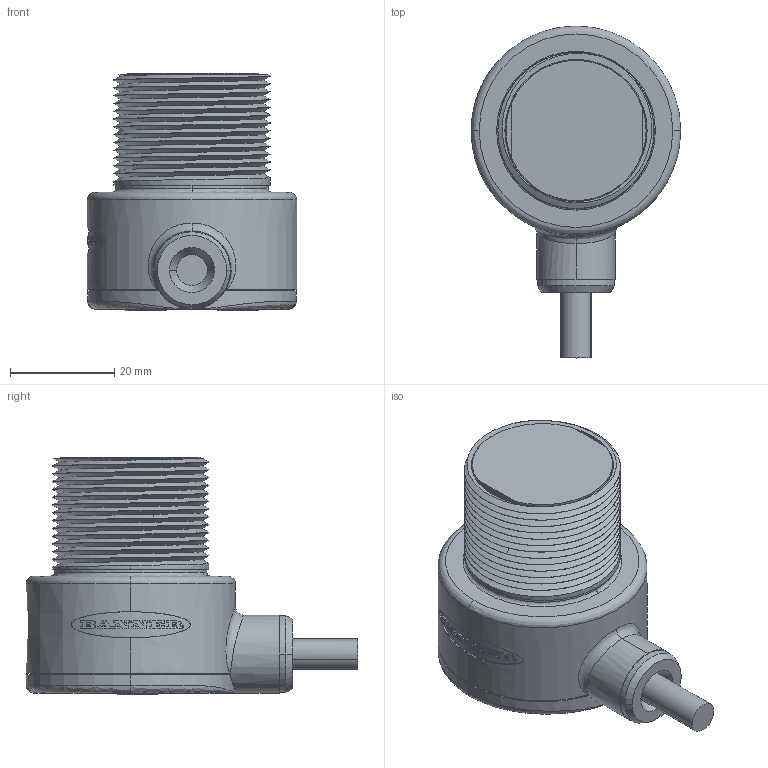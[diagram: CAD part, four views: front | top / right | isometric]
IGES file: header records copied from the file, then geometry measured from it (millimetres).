
Start section:  PTC IGES file: 156726.igs
Global section: file name: 156726.igs; native system: Pro/ENGINEER by Parametric Technology Corporation; preprocessor: 2009141; author: banengservice; organization: Unknown; date: 20110525.095411; units: inch
Bounding box: 40.18 x 63.68 x 45.52 mm (x, y, z)
Volume: 21117.1 mm3; surface area: 21966.5 mm2
Topology: 1 solids, 1 shells, 533 faces, 1402 edges, 918 vertices
Faces by surface type: revolution 314, bspline 217, extrusion 2
